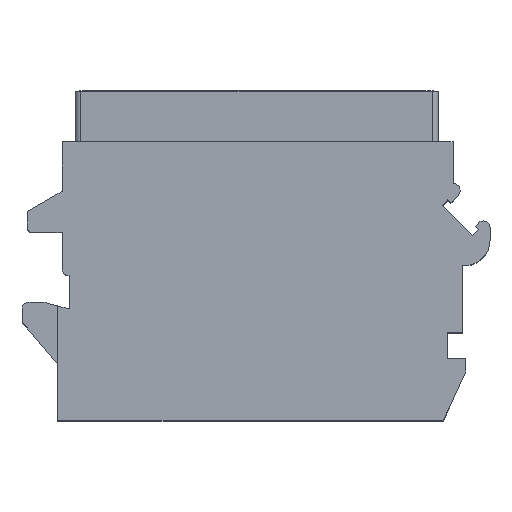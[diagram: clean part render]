
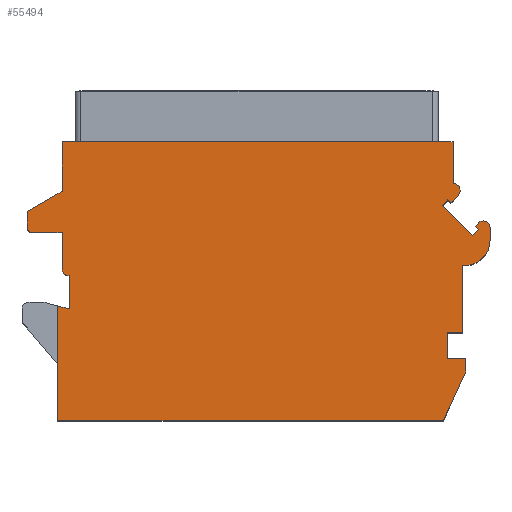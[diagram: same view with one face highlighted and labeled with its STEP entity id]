
A CAD part, top view. The second image highlights one B-rep face of the part: STEP entity #55494.
In plain terms, the highlighted planar face has unit normal (0, 0, 1).
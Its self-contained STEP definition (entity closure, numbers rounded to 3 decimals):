
#367=DIRECTION('',(-1.,0.,0.));
#368=VECTOR('',#367,1.1);
#369=CARTESIAN_POINT('',(14.772,6.3,7.));
#370=LINE('',#369,#368);
#371=DIRECTION('',(0.,-1.,0.));
#372=VECTOR('',#371,1.8);
#373=CARTESIAN_POINT('',(13.672,6.3,7.));
#374=LINE('',#373,#372);
#375=DIRECTION('',(1.,0.,0.));
#376=VECTOR('',#375,1.3);
#377=CARTESIAN_POINT('',(13.672,4.5,7.));
#378=LINE('',#377,#376);
#379=DIRECTION('',(0.,1.,0.));
#380=VECTOR('',#379,1.);
#381=CARTESIAN_POINT('',(14.972,3.5,7.));
#382=LINE('',#381,#380);
#383=DIRECTION('',(0.416,0.909,0.));
#384=VECTOR('',#383,3.848);
#385=CARTESIAN_POINT('',(13.372,0.,7.));
#386=LINE('',#385,#384);
#387=DIRECTION('',(1.,0.,0.));
#388=VECTOR('',#387,27.6);
#389=CARTESIAN_POINT('',(-14.228,0.,7.));
#390=LINE('',#389,#388);
#391=DIRECTION('',(0.,-1.,0.));
#392=VECTOR('',#391,8.232);
#393=CARTESIAN_POINT('',(-14.228,8.232,7.));
#394=LINE('',#393,#392);
#395=DIRECTION('',(-0.966,0.259,0.));
#396=VECTOR('',#395,0.828);
#397=CARTESIAN_POINT('',(-13.428,8.018,7.));
#398=LINE('',#397,#396);
#399=DIRECTION('',(0.,-1.,0.));
#400=VECTOR('',#399,2.382);
#401=CARTESIAN_POINT('',(-13.428,10.4,7.));
#402=LINE('',#401,#400);
#403=CARTESIAN_POINT('',(-13.428,10.9,7.));
#404=DIRECTION('',(0.,0.,1.));
#405=DIRECTION('',(-1.,0.,0.));
#406=AXIS2_PLACEMENT_3D('',#403,#404,#405);
#408=DIRECTION('',(0.,-1.,0.));
#409=VECTOR('',#408,2.6);
#410=CARTESIAN_POINT('',(-13.928,13.5,7.));
#411=LINE('',#410,#409);
#412=DIRECTION('',(1.,0.,0.));
#413=VECTOR('',#412,2.2);
#414=CARTESIAN_POINT('',(-16.128,13.5,7.));
#415=LINE('',#414,#413);
#416=CARTESIAN_POINT('',(-16.128,13.8,7.));
#417=DIRECTION('',(0.,0.,1.));
#418=DIRECTION('',(-1.,0.,0.));
#419=AXIS2_PLACEMENT_3D('',#416,#417,#418);
#421=DIRECTION('',(0.,-1.,0.));
#422=VECTOR('',#421,1.2);
#423=CARTESIAN_POINT('',(-16.428,15.,7.));
#424=LINE('',#423,#422);
#425=DIRECTION('',(-0.866,-0.5,0.));
#426=VECTOR('',#425,2.887);
#427=CARTESIAN_POINT('',(-13.928,16.443,7.));
#428=LINE('',#427,#426);
#429=DIRECTION('',(0.,-1.,0.));
#430=VECTOR('',#429,3.557);
#431=CARTESIAN_POINT('',(-13.928,20.,7.));
#432=LINE('',#431,#430);
#433=DIRECTION('',(-1.,0.,0.));
#434=VECTOR('',#433,28.);
#435=CARTESIAN_POINT('',(14.072,20.,7.));
#436=LINE('',#435,#434);
#437=DIRECTION('',(0.,1.,0.));
#438=VECTOR('',#437,3.);
#439=CARTESIAN_POINT('',(14.072,17.,7.));
#440=LINE('',#439,#438);
#441=DIRECTION('',(-1.,0.,0.));
#442=VECTOR('',#441,0.01);
#443=CARTESIAN_POINT('',(14.082,17.,7.));
#444=LINE('',#443,#442);
#445=CARTESIAN_POINT('',(14.082,16.5,7.));
#446=DIRECTION('',(0.,0.,1.));
#447=DIRECTION('',(0.718,-0.696,0.));
#448=AXIS2_PLACEMENT_3D('',#445,#446,#447);
#450=DIRECTION('',(0.696,0.718,0.));
#451=VECTOR('',#450,0.738);
#452=CARTESIAN_POINT('',(13.928,15.622,7.));
#453=LINE('',#452,#451);
#454=DIRECTION('',(0.718,-0.696,0.));
#455=VECTOR('',#454,0.3);
#456=CARTESIAN_POINT('',(13.713,15.831,7.));
#457=LINE('',#456,#455);
#458=DIRECTION('',(0.696,0.718,0.));
#459=VECTOR('',#458,0.6);
#460=CARTESIAN_POINT('',(13.295,15.4,7.));
#461=LINE('',#460,#459);
#462=DIRECTION('',(-0.718,0.696,0.));
#463=VECTOR('',#462,3.);
#464=CARTESIAN_POINT('',(15.45,13.313,7.));
#465=LINE('',#464,#463);
#466=DIRECTION('',(-0.696,-0.718,0.));
#467=VECTOR('',#466,0.6);
#468=CARTESIAN_POINT('',(15.868,13.744,7.));
#469=LINE('',#468,#467);
#470=DIRECTION('',(0.718,-0.696,0.));
#471=VECTOR('',#470,0.3);
#472=CARTESIAN_POINT('',(15.652,13.953,7.));
#473=LINE('',#472,#471);
#474=DIRECTION('',(-0.696,-0.718,0.));
#475=VECTOR('',#474,0.303);
#476=CARTESIAN_POINT('',(15.863,14.17,7.));
#477=LINE('',#476,#475);
#478=CARTESIAN_POINT('',(16.222,13.822,7.));
#479=DIRECTION('',(0.,0.,1.));
#480=DIRECTION('',(1.,0.,0.));
#481=AXIS2_PLACEMENT_3D('',#478,#479,#480);
#483=DIRECTION('',(0.,1.,0.));
#484=VECTOR('',#483,0.893);
#485=CARTESIAN_POINT('',(16.722,12.93,7.));
#486=LINE('',#485,#484);
#487=CARTESIAN_POINT('',(14.922,12.93,7.));
#488=DIRECTION('',(0.,0.,1.));
#489=DIRECTION('',(-0.083,-0.997,0.));
#490=AXIS2_PLACEMENT_3D('',#487,#488,#489);
#492=DIRECTION('',(0.,1.,0.));
#493=VECTOR('',#492,4.836);
#494=CARTESIAN_POINT('',(14.772,6.3,7.));
#495=LINE('',#494,#493);
#46518=CARTESIAN_POINT('',(-13.928,20.,7.));
#46519=CARTESIAN_POINT('',(-13.928,16.443,7.));
#46520=VERTEX_POINT('',#46518);
#46521=VERTEX_POINT('',#46519);
#46522=CARTESIAN_POINT('',(-16.428,15.,7.));
#46523=VERTEX_POINT('',#46522);
#46524=CARTESIAN_POINT('',(-16.428,13.8,7.));
#46525=VERTEX_POINT('',#46524);
#46526=CARTESIAN_POINT('',(-16.128,13.5,7.));
#46527=VERTEX_POINT('',#46526);
#46528=CARTESIAN_POINT('',(-13.928,13.5,7.));
#46529=VERTEX_POINT('',#46528);
#46530=CARTESIAN_POINT('',(-13.928,10.9,7.));
#46531=VERTEX_POINT('',#46530);
#46532=CARTESIAN_POINT('',(-13.428,10.4,7.));
#46533=VERTEX_POINT('',#46532);
#46534=CARTESIAN_POINT('',(-13.428,8.018,7.));
#46535=VERTEX_POINT('',#46534);
#46536=CARTESIAN_POINT('',(-14.228,8.232,7.));
#46537=VERTEX_POINT('',#46536);
#46538=CARTESIAN_POINT('',(-14.228,0.,7.));
#46539=VERTEX_POINT('',#46538);
#46540=CARTESIAN_POINT('',(13.372,0.,7.));
#46541=VERTEX_POINT('',#46540);
#46542=CARTESIAN_POINT('',(14.972,3.5,7.));
#46543=VERTEX_POINT('',#46542);
#46544=CARTESIAN_POINT('',(14.772,11.136,7.));
#46545=CARTESIAN_POINT('',(16.722,12.93,7.));
#46546=VERTEX_POINT('',#46544);
#46547=VERTEX_POINT('',#46545);
#46548=CARTESIAN_POINT('',(16.722,13.822,7.));
#46549=VERTEX_POINT('',#46548);
#46550=CARTESIAN_POINT('',(15.863,14.17,7.));
#46551=VERTEX_POINT('',#46550);
#46552=CARTESIAN_POINT('',(15.652,13.953,7.));
#46553=VERTEX_POINT('',#46552);
#46554=CARTESIAN_POINT('',(15.868,13.744,7.));
#46555=VERTEX_POINT('',#46554);
#46556=CARTESIAN_POINT('',(15.45,13.313,7.));
#46557=VERTEX_POINT('',#46556);
#46558=CARTESIAN_POINT('',(13.295,15.4,7.));
#46559=VERTEX_POINT('',#46558);
#46560=CARTESIAN_POINT('',(13.713,15.831,7.));
#46561=VERTEX_POINT('',#46560);
#46562=CARTESIAN_POINT('',(13.928,15.622,7.));
#46563=VERTEX_POINT('',#46562);
#46564=CARTESIAN_POINT('',(14.442,16.152,7.));
#46565=VERTEX_POINT('',#46564);
#46566=CARTESIAN_POINT('',(14.082,17.,7.));
#46567=VERTEX_POINT('',#46566);
#46568=CARTESIAN_POINT('',(14.072,17.,7.));
#46569=VERTEX_POINT('',#46568);
#46570=CARTESIAN_POINT('',(14.072,20.,7.));
#46571=VERTEX_POINT('',#46570);
#46604=CARTESIAN_POINT('',(14.772,6.3,7.));
#46605=CARTESIAN_POINT('',(13.672,6.3,7.));
#46606=VERTEX_POINT('',#46604);
#46607=VERTEX_POINT('',#46605);
#46608=CARTESIAN_POINT('',(13.672,4.5,7.));
#46609=VERTEX_POINT('',#46608);
#46610=CARTESIAN_POINT('',(14.972,4.5,7.));
#46611=VERTEX_POINT('',#46610);
#55456=CARTESIAN_POINT('',(0.,0.,7.));
#55457=DIRECTION('',(0.,0.,1.));
#55458=DIRECTION('',(1.,0.,0.));
#55459=AXIS2_PLACEMENT_3D('',#55456,#55457,#55458);
#55460=PLANE('',#55459);
#55461=ORIENTED_EDGE('',*,*,#54910,.T.);
#55462=ORIENTED_EDGE('',*,*,#54925,.T.);
#55463=ORIENTED_EDGE('',*,*,#54939,.T.);
#55464=ORIENTED_EDGE('',*,*,#54954,.F.);
#55465=ORIENTED_EDGE('',*,*,#54967,.F.);
#55466=ORIENTED_EDGE('',*,*,#54981,.F.);
#55467=ORIENTED_EDGE('',*,*,#55000,.F.);
#55468=ORIENTED_EDGE('',*,*,#55043,.F.);
#55469=ORIENTED_EDGE('',*,*,#55125,.F.);
#55470=ORIENTED_EDGE('',*,*,#55139,.F.);
#55471=ORIENTED_EDGE('',*,*,#55153,.F.);
#55472=ORIENTED_EDGE('',*,*,#55167,.F.);
#55473=ORIENTED_EDGE('',*,*,#55181,.F.);
#55474=ORIENTED_EDGE('',*,*,#55195,.F.);
#55475=ORIENTED_EDGE('',*,*,#55209,.F.);
#55476=ORIENTED_EDGE('',*,*,#55223,.F.);
#55477=ORIENTED_EDGE('',*,*,#55237,.F.);
#55478=ORIENTED_EDGE('',*,*,#55269,.F.);
#55479=ORIENTED_EDGE('',*,*,#55283,.F.);
#55480=ORIENTED_EDGE('',*,*,#55297,.F.);
#55481=ORIENTED_EDGE('',*,*,#55311,.F.);
#55482=ORIENTED_EDGE('',*,*,#55325,.F.);
#55483=ORIENTED_EDGE('',*,*,#55339,.F.);
#55484=ORIENTED_EDGE('',*,*,#55353,.F.);
#55485=ORIENTED_EDGE('',*,*,#55367,.F.);
#55486=ORIENTED_EDGE('',*,*,#55381,.F.);
#55487=ORIENTED_EDGE('',*,*,#55395,.F.);
#55488=ORIENTED_EDGE('',*,*,#55409,.F.);
#55489=ORIENTED_EDGE('',*,*,#55423,.F.);
#55490=ORIENTED_EDGE('',*,*,#55437,.F.);
#55491=ORIENTED_EDGE('',*,*,#55449,.F.);
#55492=EDGE_LOOP('',(#55461,#55462,#55463,#55464,#55465,#55466,#55467,#55468,
#55469,#55470,#55471,#55472,#55473,#55474,#55475,#55476,#55477,#55478,#55479,
#55480,#55481,#55482,#55483,#55484,#55485,#55486,#55487,#55488,#55489,#55490,
#55491));
#55493=FACE_OUTER_BOUND('',#55492,.F.);
#55494=ADVANCED_FACE('',(#55493),#55460,.T.);
#407=CIRCLE('',#406,0.5);
#420=CIRCLE('',#419,0.3);
#449=CIRCLE('',#448,0.5);
#482=CIRCLE('',#481,0.5);
#491=CIRCLE('',#490,1.8);
#54910=EDGE_CURVE('',#46606,#46607,#370,.T.);
#54925=EDGE_CURVE('',#46607,#46609,#374,.T.);
#54939=EDGE_CURVE('',#46609,#46611,#378,.T.);
#54954=EDGE_CURVE('',#46543,#46611,#382,.T.);
#54967=EDGE_CURVE('',#46541,#46543,#386,.T.);
#54981=EDGE_CURVE('',#46539,#46541,#390,.T.);
#55000=EDGE_CURVE('',#46537,#46539,#394,.T.);
#55043=EDGE_CURVE('',#46535,#46537,#398,.T.);
#55125=EDGE_CURVE('',#46533,#46535,#402,.T.);
#55139=EDGE_CURVE('',#46531,#46533,#407,.T.);
#55153=EDGE_CURVE('',#46529,#46531,#411,.T.);
#55167=EDGE_CURVE('',#46527,#46529,#415,.T.);
#55181=EDGE_CURVE('',#46525,#46527,#420,.T.);
#55195=EDGE_CURVE('',#46523,#46525,#424,.T.);
#55209=EDGE_CURVE('',#46521,#46523,#428,.T.);
#55223=EDGE_CURVE('',#46520,#46521,#432,.T.);
#55237=EDGE_CURVE('',#46571,#46520,#436,.T.);
#55269=EDGE_CURVE('',#46569,#46571,#440,.T.);
#55283=EDGE_CURVE('',#46567,#46569,#444,.T.);
#55297=EDGE_CURVE('',#46565,#46567,#449,.T.);
#55311=EDGE_CURVE('',#46563,#46565,#453,.T.);
#55325=EDGE_CURVE('',#46561,#46563,#457,.T.);
#55339=EDGE_CURVE('',#46559,#46561,#461,.T.);
#55353=EDGE_CURVE('',#46557,#46559,#465,.T.);
#55367=EDGE_CURVE('',#46555,#46557,#469,.T.);
#55381=EDGE_CURVE('',#46553,#46555,#473,.T.);
#55395=EDGE_CURVE('',#46551,#46553,#477,.T.);
#55409=EDGE_CURVE('',#46549,#46551,#482,.T.);
#55423=EDGE_CURVE('',#46547,#46549,#486,.T.);
#55437=EDGE_CURVE('',#46546,#46547,#491,.T.);
#55449=EDGE_CURVE('',#46606,#46546,#495,.T.);
